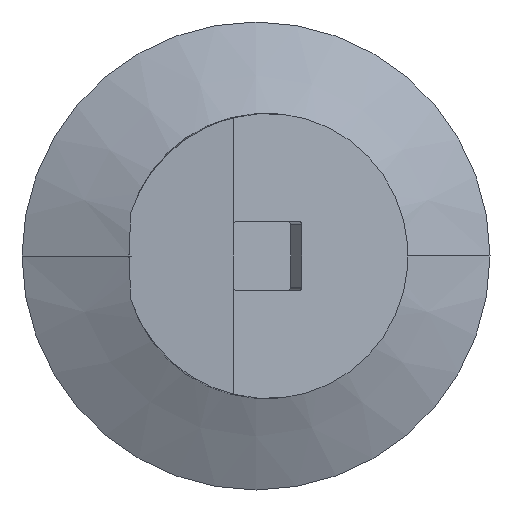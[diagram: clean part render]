
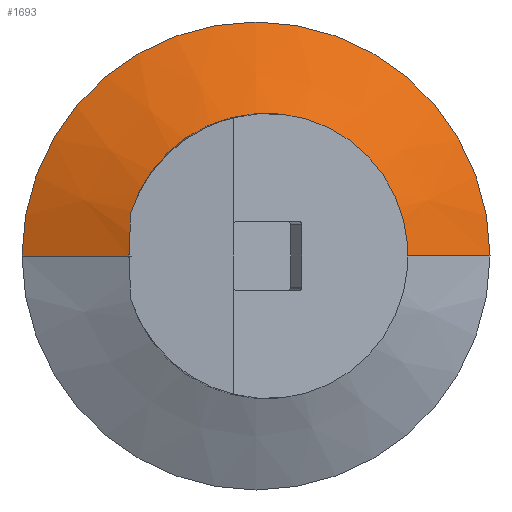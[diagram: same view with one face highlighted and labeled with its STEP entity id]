
A CAD part, left-side view. The second image highlights one B-rep face of the part: STEP entity #1693.
In plain terms, the highlighted conical face has half-angle 65 degrees and reference radius 3.567 mm.
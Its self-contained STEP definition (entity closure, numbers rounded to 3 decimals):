
#89 = ORIENTED_EDGE ( 'NONE', *, *, #1555, .F. ) ;
#127 = DIRECTION ( 'NONE',  ( 0.423, -0.906, 0. ) ) ;
#172 = DIRECTION ( 'NONE',  ( 0.423, 0.906, 0. ) ) ;
#181 = VERTEX_POINT ( 'NONE', #428 ) ;
#183 = EDGE_CURVE ( 'NONE', #181, #1617, #273, .T. ) ;
#203 = DIRECTION ( 'NONE',  ( 0., 1., 0. ) ) ;
#207 = VECTOR ( 'NONE', #127, 1000. ) ;
#273 = LINE ( 'NONE', #1517, #207 ) ;
#402 = CARTESIAN_POINT ( 'NONE',  ( -1.928, 0., 0. ) ) ;
#428 = CARTESIAN_POINT ( 'NONE',  ( -3.327, -3.567, 0. ) ) ;
#429 = ORIENTED_EDGE ( 'NONE', *, *, #651, .F. ) ;
#490 = EDGE_LOOP ( 'NONE', ( #1471, #544, #89, #429 ) ) ;
#537 = VERTEX_POINT ( 'NONE', #1789 ) ;
#544 = ORIENTED_EDGE ( 'NONE', *, *, #183, .T. ) ;
#651 = EDGE_CURVE ( 'NONE', #537, #826, #1885, .T. ) ;
#664 = CIRCLE ( 'NONE', #1652, 3.567 ) ;
#762 = CONICAL_SURFACE ( 'NONE', #1283, 3.567, 1.134 ) ;
#826 = VERTEX_POINT ( 'NONE', #1644 ) ;
#963 = CIRCLE ( 'NONE', #1248, 6.567 ) ;
#994 = CARTESIAN_POINT ( 'NONE',  ( -3.327, 0., 0. ) ) ;
#1117 = CARTESIAN_POINT ( 'NONE',  ( -3.327, 0., 0. ) ) ;
#1163 = DIRECTION ( 'NONE',  ( 1., 0., 0. ) ) ;
#1205 = DIRECTION ( 'NONE',  ( 1., 0., 0. ) ) ;
#1248 = AXIS2_PLACEMENT_3D ( 'NONE', #402, #1163, #1474 ) ;
#1283 = AXIS2_PLACEMENT_3D ( 'NONE', #1117, #1743, #203 ) ;
#1316 = VECTOR ( 'NONE', #172, 1000. ) ;
#1348 = DIRECTION ( 'NONE',  ( 0., 1., 0. ) ) ;
#1471 = ORIENTED_EDGE ( 'NONE', *, *, #1715, .T. ) ;
#1474 = DIRECTION ( 'NONE',  ( 0., 1., 0. ) ) ;
#1517 = CARTESIAN_POINT ( 'NONE',  ( -3.327, -3.567, 0. ) ) ;
#1555 = EDGE_CURVE ( 'NONE', #826, #1617, #963, .T. ) ;
#1617 = VERTEX_POINT ( 'NONE', #1755 ) ;
#1644 = CARTESIAN_POINT ( 'NONE',  ( -1.928, 6.567, 0. ) ) ;
#1652 = AXIS2_PLACEMENT_3D ( 'NONE', #994, #1205, #1348 ) ;
#1693 = ADVANCED_FACE ( 'NONE', ( #1955 ), #762, .T. ) ;
#1715 = EDGE_CURVE ( 'NONE', #537, #181, #664, .T. ) ;
#1727 = CARTESIAN_POINT ( 'NONE',  ( -3.327, 3.567, 0. ) ) ;
#1743 = DIRECTION ( 'NONE',  ( 1., 0., 0. ) ) ;
#1755 = CARTESIAN_POINT ( 'NONE',  ( -1.928, -6.567, 0. ) ) ;
#1789 = CARTESIAN_POINT ( 'NONE',  ( -3.327, 3.567, 0. ) ) ;
#1885 = LINE ( 'NONE', #1727, #1316 ) ;
#1955 = FACE_OUTER_BOUND ( 'NONE', #490, .T. ) ;
